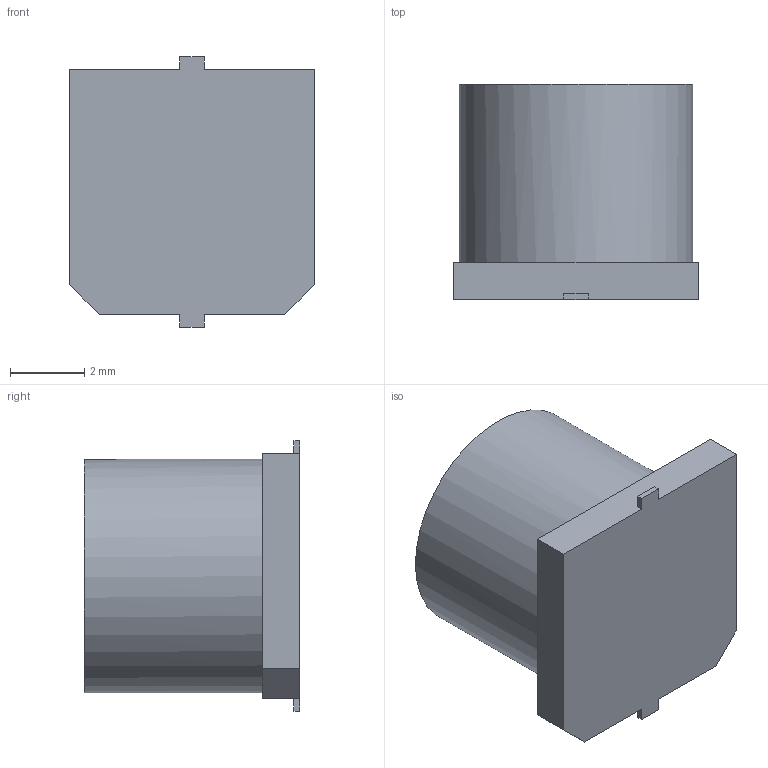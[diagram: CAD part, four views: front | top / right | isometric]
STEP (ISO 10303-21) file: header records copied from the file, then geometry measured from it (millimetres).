
FILE_DESCRIPTION(/* description */ (''),/* implementation_level */ '2;1');
FILE_NAME(/* name */ 'Wurth_WCAP_PSLP.step',/* time_stamp */ '2019-11-07T21:18:05+00:00',/* author */ (''),/* organization */ (''),/* preprocessor_version */ 'ST-DEVELOPER v18',/* originating_system */ 'Autodesk Translation Framework v8.6.0.1094',/* authorisation */ '');
FILE_SCHEMA (('AUTOMOTIVE_DESIGN { 1 0 10303 214 3 1 1 }'));
Length unit declared in the file: millimetre
Products named in the file (1): Wurth_WCAP_PSLP
Bounding box: 6.6 x 5.8 x 7.3 mm (x, y, z)
Volume: 192.6 mm3; surface area: 207.4 mm2
Topology: 1 solids, 1 shells, 20 faces, 51 edges, 34 vertices
Faces by surface type: plane 19, cylinder 1
Full cylindrical faces by diameter (mm): 6.3 x1
Entity records: 674 total; most frequent: CARTESIAN_POINT 106, ORIENTED_EDGE 102, DIRECTION 97, EDGE_CURVE 51, LINE 47, VECTOR 47, VERTEX_POINT 34, AXIS2_PLACEMENT_3D 25
